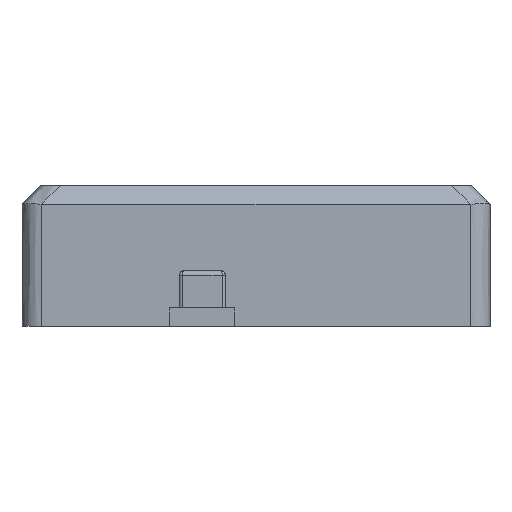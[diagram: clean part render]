
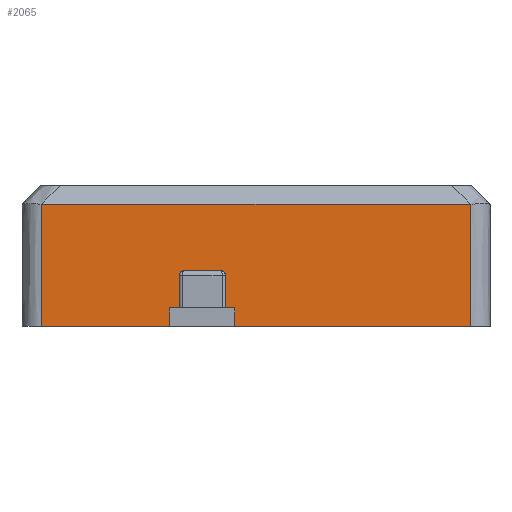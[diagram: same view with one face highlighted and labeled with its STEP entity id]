
A CAD part, left-side view. The second image highlights one B-rep face of the part: STEP entity #2065.
In plain terms, the highlighted planar face has unit normal (-1, 0, 0).
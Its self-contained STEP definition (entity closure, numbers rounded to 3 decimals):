
#41=B_SPLINE_CURVE_WITH_KNOTS('',3,(#3305,#3306,#3307,#3308),
 .UNSPECIFIED.,.F.,.F.,(4,4),(0.,1.318),.UNSPECIFIED.);
#56=B_SPLINE_CURVE_WITH_KNOTS('',3,(#3608,#3609,#3610,#3611),
 .UNSPECIFIED.,.F.,.F.,(4,4),(0.,1.318),
 .UNSPECIFIED.);
#197=PLANE('',#2231);
#306=FACE_OUTER_BOUND('',#452,.T.);
#452=EDGE_LOOP('',(#1858,#1859,#1860,#1861));
#527=LINE('',#3391,#708);
#535=LINE('',#3619,#716);
#708=VECTOR('',#2433,10.);
#716=VECTOR('',#2447,10.);
#952=VERTEX_POINT('',#3272);
#955=VERTEX_POINT('',#3292);
#971=VERTEX_POINT('',#3390);
#980=VERTEX_POINT('',#3563);
#1169=EDGE_CURVE('',#955,#952,#41,.T.);
#1190=EDGE_CURVE('',#952,#971,#527,.T.);
#1206=EDGE_CURVE('',#971,#980,#56,.T.);
#1209=EDGE_CURVE('',#980,#955,#535,.T.);
#1858=ORIENTED_EDGE('',*,*,#1169,.F.);
#1859=ORIENTED_EDGE('',*,*,#1209,.F.);
#1860=ORIENTED_EDGE('',*,*,#1206,.F.);
#1861=ORIENTED_EDGE('',*,*,#1190,.F.);
#2065=ADVANCED_FACE('',(#306),#197,.T.);
#2231=AXIS2_PLACEMENT_3D('',#3857,#2686,#2687);
#2433=DIRECTION('',(0.,1.,0.));
#2447=DIRECTION('',(0.,-1.,0.));
#2686=DIRECTION('center_axis',(-1.,0.,0.));
#2687=DIRECTION('ref_axis',(0.,0.,-1.));
#3272=CARTESIAN_POINT('',(36.54,-28.879,0.));
#3292=CARTESIAN_POINT('',(36.54,-28.879,13.18));
#3305=CARTESIAN_POINT('Ctrl Pts',(36.54,-28.879,13.18));
#3306=CARTESIAN_POINT('Ctrl Pts',(36.54,-28.879,8.786));
#3307=CARTESIAN_POINT('Ctrl Pts',(36.54,-28.879,4.394));
#3308=CARTESIAN_POINT('Ctrl Pts',(36.54,-28.879,0.));
#3390=CARTESIAN_POINT('',(36.54,17.299,0.));
#3391=CARTESIAN_POINT('',(36.54,17.42,0.));
#3563=CARTESIAN_POINT('',(36.54,17.299,13.18));
#3608=CARTESIAN_POINT('Ctrl Pts',(36.54,17.299,0.));
#3609=CARTESIAN_POINT('Ctrl Pts',(36.54,17.299,4.394));
#3610=CARTESIAN_POINT('Ctrl Pts',(36.54,17.299,8.786));
#3611=CARTESIAN_POINT('Ctrl Pts',(36.54,17.299,13.18));
#3619=CARTESIAN_POINT('',(36.54,-29.,13.18));
#3857=CARTESIAN_POINT('Origin',(36.54,-29.,15.18));
